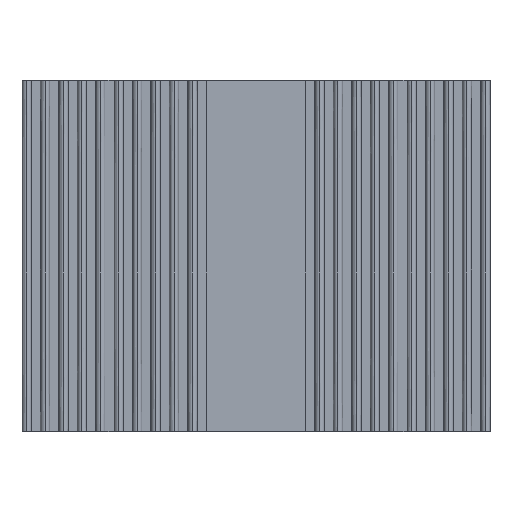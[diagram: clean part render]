
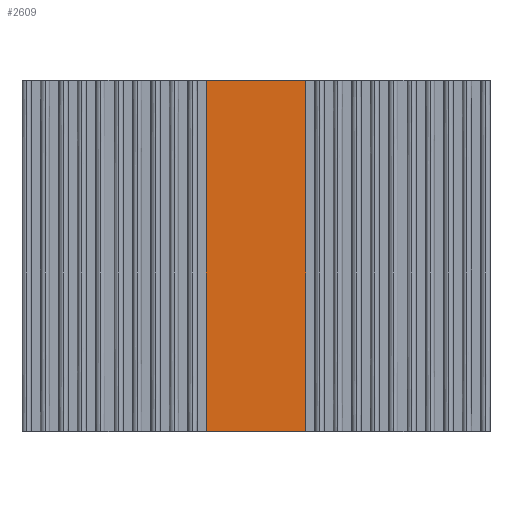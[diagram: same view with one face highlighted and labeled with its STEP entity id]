
A CAD part, top view. The second image highlights one B-rep face of the part: STEP entity #2609.
In plain terms, the highlighted face is a extrusion surface.
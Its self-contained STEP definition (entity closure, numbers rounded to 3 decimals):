
#2585 = VERTEX_POINT('',#2586);
#2586 = CARTESIAN_POINT('',(5.4,-19.05,9.82));
#2591 = EDGE_CURVE('',#2592,#2585,#2594,.T.);
#2592 = VERTEX_POINT('',#2593);
#2593 = CARTESIAN_POINT('',(5.4,19.05,9.82));
#2594 = LINE('',#2595,#2596);
#2595 = CARTESIAN_POINT('',(5.4,19.05,9.82));
#2596 = VECTOR('',#2597,1.);
#2597 = DIRECTION('',(0.,-1.,0.));
#2609 = ADVANCED_FACE('',(#2610),#2633,.F.);
#2610 = FACE_BOUND('',#2611,.F.);
#2611 = EDGE_LOOP('',(#2612,#2613,#2620,#2628));
#2612 = ORIENTED_EDGE('',*,*,#2591,.T.);
#2613 = ORIENTED_EDGE('',*,*,#2614,.T.);
#2614 = EDGE_CURVE('',#2585,#2615,#2617,.T.);
#2615 = VERTEX_POINT('',#2616);
#2616 = CARTESIAN_POINT('',(-5.4,-19.05,9.82));
#2617 = B_SPLINE_CURVE_WITH_KNOTS('',1,(#2618,#2619),.UNSPECIFIED.,.F.,
  .F.,(2,2),(0.,40.82),.PIECEWISE_BEZIER_KNOTS.);
#2618 = CARTESIAN_POINT('',(5.4,-19.05,9.82));
#2619 = CARTESIAN_POINT('',(-5.4,-19.05,9.82));
#2620 = ORIENTED_EDGE('',*,*,#2621,.F.);
#2621 = EDGE_CURVE('',#2622,#2615,#2624,.T.);
#2622 = VERTEX_POINT('',#2623);
#2623 = CARTESIAN_POINT('',(-5.4,19.05,9.82));
#2624 = LINE('',#2625,#2626);
#2625 = CARTESIAN_POINT('',(-5.4,19.05,9.82));
#2626 = VECTOR('',#2627,1.);
#2627 = DIRECTION('',(0.,-1.,0.));
#2628 = ORIENTED_EDGE('',*,*,#2629,.F.);
#2629 = EDGE_CURVE('',#2592,#2622,#2630,.T.);
#2630 = B_SPLINE_CURVE_WITH_KNOTS('',1,(#2631,#2632),.UNSPECIFIED.,.F.,
  .F.,(2,2),(0.,40.82),.PIECEWISE_BEZIER_KNOTS.);
#2631 = CARTESIAN_POINT('',(5.4,19.05,9.82));
#2632 = CARTESIAN_POINT('',(-5.4,19.05,9.82));
#2633 = SURFACE_OF_LINEAR_EXTRUSION('',#2634,#2637);
#2634 = B_SPLINE_CURVE_WITH_KNOTS('',1,(#2635,#2636),.UNSPECIFIED.,.F.,
  .F.,(2,2),(0.,40.82),.PIECEWISE_BEZIER_KNOTS.);
#2635 = CARTESIAN_POINT('',(5.4,19.05,9.82));
#2636 = CARTESIAN_POINT('',(-5.4,19.05,9.82));
#2637 = VECTOR('',#2638,1.);
#2638 = DIRECTION('',(-0.,1.,0.));
